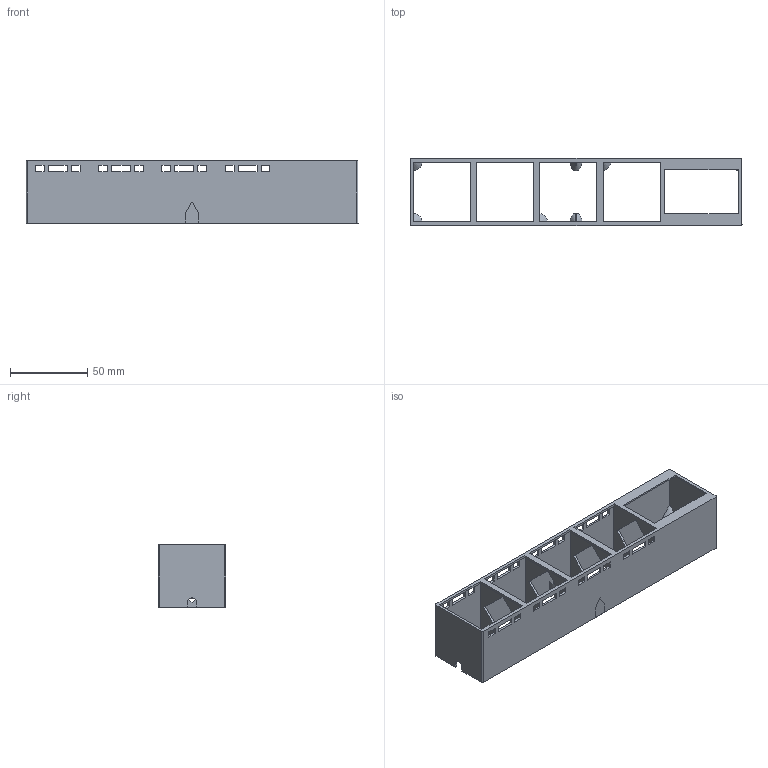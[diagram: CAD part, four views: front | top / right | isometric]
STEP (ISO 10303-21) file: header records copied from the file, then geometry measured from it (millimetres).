
FILE_DESCRIPTION(('FreeCAD Model'),'2;1');
FILE_NAME('Open CASCADE Shape Model','2025-05-01T12:03:03',(''),(''), 'Open CASCADE STEP processor 7.8','FreeCAD','Unknown');
FILE_SCHEMA(('AUTOMOTIVE_DESIGN { 1 0 10303 214 1 1 1 1 }'));
Length unit declared in the file: millimetre
Products named in the file (4): PDU box with back sockets; Box with cover screw holes; Cover insert balcony support MB; Scale
Assembly tree (4 placements, depth 3):
  PDU box with back sockets
    Box with cover screw holes
    Cover insert balcony support MB  x2
      Scale
Bounding box: 215 x 43.45 x 40.45 mm (x, y, z)
Volume: 39792.3 mm3; surface area: 54709.9 mm2
Topology: 3 solids, 3 shells, 276 faces, 763 edges, 505 vertices
Faces by surface type: plane 218, cylinder 26, bspline 26, cone 6
Full cylindrical faces by diameter (mm): 3.21 x6, 5 x6
Entity records: 8525 total; most frequent: CARTESIAN_POINT 1571, ORIENTED_EDGE 1468, DIRECTION 1280, EDGE_CURVE 734, LINE 640, VECTOR 640, VERTEX_POINT 487, FACE_BOUND 341
